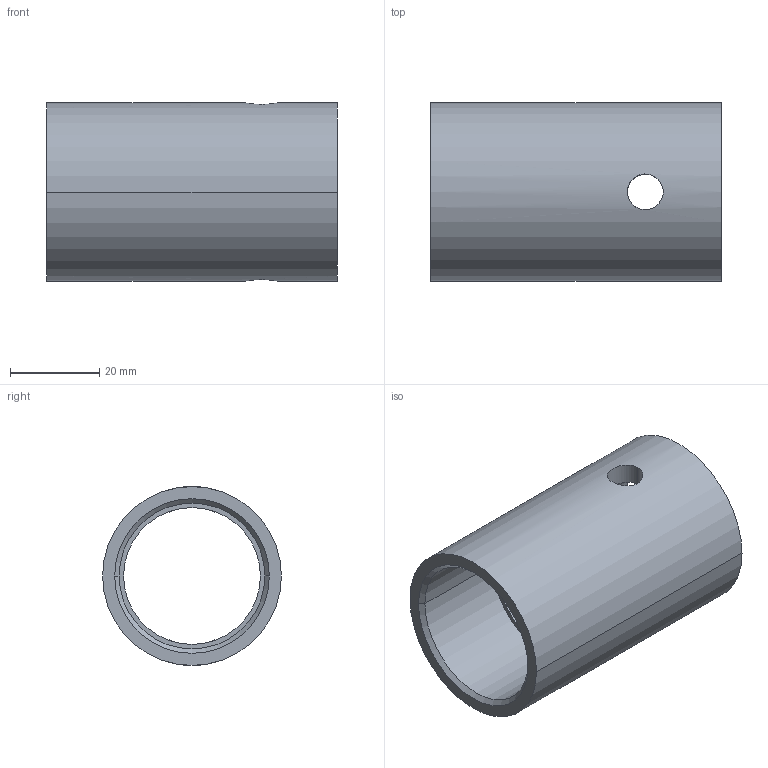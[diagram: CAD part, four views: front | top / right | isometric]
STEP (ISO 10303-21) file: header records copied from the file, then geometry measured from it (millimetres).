
FILE_DESCRIPTION(('CATIA V5 STEP Exchange'),'2;1');
FILE_NAME('Cylindre.stp','2021-03-31T19:29:02+00:00',('none'),('none'),'CATIA Version 5 Release 20 GA (IN-10)','CATIA V5 STEP AP203','none');
FILE_SCHEMA(('CONFIG_CONTROL_DESIGN'));
Length unit declared in the file: millimetre
Products named in the file (1): Cylindre
Bounding box: 65 x 40 x 40 mm (x, y, z)
Volume: 31068.7 mm3; surface area: 15523.9 mm2
Topology: 1 solids, 1 shells, 17 faces, 38 edges, 24 vertices
Faces by surface type: cylinder 10, cone 4, plane 3
Entity records: 580 total; most frequent: CARTESIAN_POINT 186, ORIENTED_EDGE 76, DIRECTION 52, EDGE_CURVE 38, AXIS2_PLACEMENT_3D 28, EDGE_LOOP 24, VERTEX_POINT 24, ADVANCED_FACE 17
